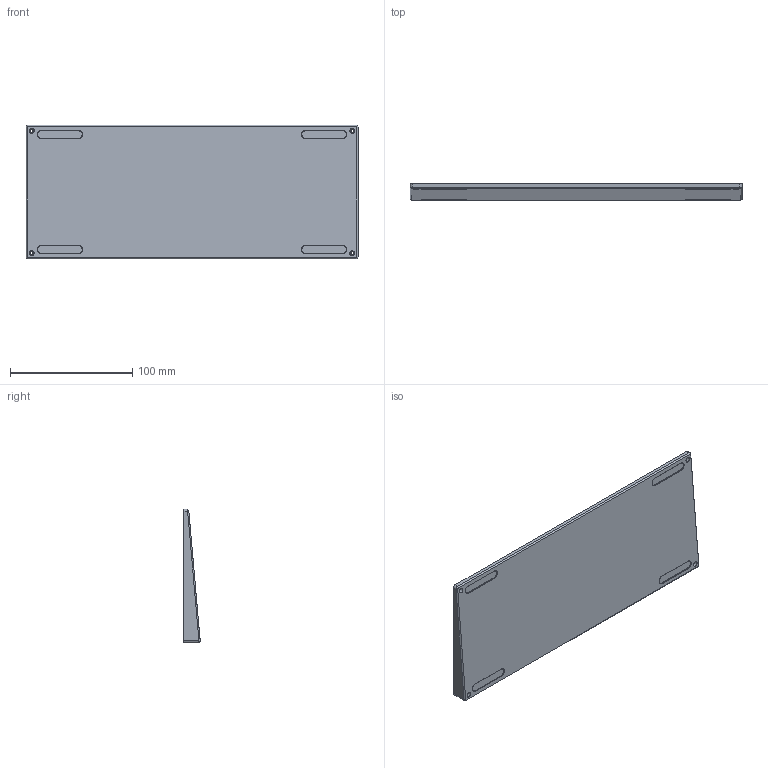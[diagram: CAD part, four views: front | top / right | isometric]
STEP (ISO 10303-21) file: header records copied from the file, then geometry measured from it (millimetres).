
FILE_DESCRIPTION(/* description */ (''),/* implementation_level */ '2;1');
FILE_NAME(/* name */ 'Bepovan_Bottom.step',/* time_stamp */ '2021-07-04T09:25:11-05:00',/* author */ (''),/* organization */ (''),/* preprocessor_version */ 'ST-DEVELOPER v18.1',/* originating_system */ 'Autodesk Translation Framework v10.9.0.1377',/* authorisation */ '');
FILE_SCHEMA (('AUTOMOTIVE_DESIGN { 1 0 10303 214 3 1 1 }'));
Length unit declared in the file: millimetre
Products named in the file (1): Bottom
Bounding box: 271.46 x 13.5 x 109.54 mm (x, y, z)
Volume: 187147.5 mm3; surface area: 68395.4 mm2
Topology: 1 solids, 1 shells, 95 faces, 227 edges, 142 vertices
Faces by surface type: plane 49, cylinder 28, cone 10, bspline 8
Full cylindrical faces by diameter (mm): 2.2 x4, 4 x4
Entity records: 2919 total; most frequent: CARTESIAN_POINT 681, ORIENTED_EDGE 454, DIRECTION 441, EDGE_CURVE 227, AXIS2_PLACEMENT_3D 150, VERTEX_POINT 142, LINE 141, VECTOR 141
